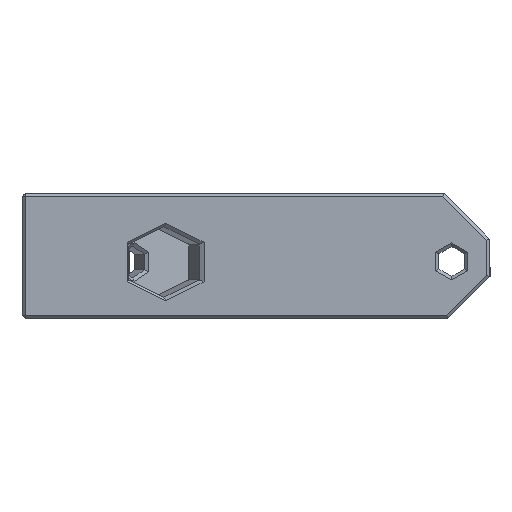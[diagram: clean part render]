
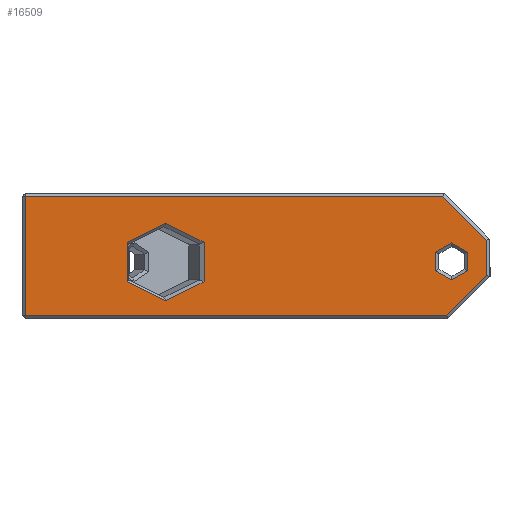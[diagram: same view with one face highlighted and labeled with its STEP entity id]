
A CAD part, left-side view. The second image highlights one B-rep face of the part: STEP entity #16509.
In plain terms, the highlighted planar face has unit normal (-1, 0, 0).
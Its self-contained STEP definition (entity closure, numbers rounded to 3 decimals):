
#363=FACE_BOUND('',#6767,.T.);
#364=FACE_BOUND('',#6768,.T.);
#709=LINE('',#23419,#2900);
#713=LINE('',#23425,#2904);
#715=LINE('',#23430,#2906);
#717=LINE('',#23434,#2908);
#719=LINE('',#23437,#2910);
#720=LINE('',#23439,#2911);
#721=LINE('',#23442,#2912);
#722=LINE('',#23444,#2913);
#723=LINE('',#23446,#2914);
#724=LINE('',#23448,#2915);
#725=LINE('',#23450,#2916);
#726=LINE('',#23451,#2917);
#727=LINE('',#23454,#2918);
#728=LINE('',#23456,#2919);
#729=LINE('',#23458,#2920);
#730=LINE('',#23460,#2921);
#731=LINE('',#23462,#2922);
#732=LINE('',#23463,#2923);
#2900=VECTOR('',#18915,10.);
#2904=VECTOR('',#18921,10.);
#2906=VECTOR('',#18925,10.);
#2908=VECTOR('',#18929,10.);
#2910=VECTOR('',#18933,10.);
#2911=VECTOR('',#18936,10.);
#2912=VECTOR('',#18937,10.);
#2913=VECTOR('',#18938,10.);
#2914=VECTOR('',#18939,10.);
#2915=VECTOR('',#18940,10.);
#2916=VECTOR('',#18941,10.);
#2917=VECTOR('',#18942,10.);
#2918=VECTOR('',#18943,10.);
#2919=VECTOR('',#18944,10.);
#2920=VECTOR('',#18945,10.);
#2921=VECTOR('',#18946,10.);
#2922=VECTOR('',#18947,10.);
#2923=VECTOR('',#18948,10.);
#4969=PLANE('',#17547);
#5829=FACE_OUTER_BOUND('',#6766,.T.);
#6766=EDGE_LOOP('',(#12065,#12066,#12067,#12068,#12069,#12070));
#6767=EDGE_LOOP('',(#12071,#12072,#12073,#12074,#12075,#12076));
#6768=EDGE_LOOP('',(#12077,#12078,#12079,#12080,#12081,#12082));
#8016=VERTEX_POINT('',#23417);
#8017=VERTEX_POINT('',#23418);
#8018=VERTEX_POINT('',#23423);
#8019=VERTEX_POINT('',#23427);
#8020=VERTEX_POINT('',#23429);
#8021=VERTEX_POINT('',#23433);
#8022=VERTEX_POINT('',#23440);
#8023=VERTEX_POINT('',#23441);
#8024=VERTEX_POINT('',#23443);
#8025=VERTEX_POINT('',#23445);
#8026=VERTEX_POINT('',#23447);
#8027=VERTEX_POINT('',#23449);
#8028=VERTEX_POINT('',#23452);
#8029=VERTEX_POINT('',#23453);
#8030=VERTEX_POINT('',#23455);
#8031=VERTEX_POINT('',#23457);
#8032=VERTEX_POINT('',#23459);
#8033=VERTEX_POINT('',#23461);
#9560=EDGE_CURVE('',#8016,#8017,#709,.T.);
#9564=EDGE_CURVE('',#8018,#8016,#713,.T.);
#9566=EDGE_CURVE('',#8019,#8020,#715,.T.);
#9568=EDGE_CURVE('',#8020,#8021,#717,.T.);
#9570=EDGE_CURVE('',#8021,#8018,#719,.T.);
#9571=EDGE_CURVE('',#8017,#8019,#720,.T.);
#9572=EDGE_CURVE('',#8022,#8023,#721,.T.);
#9573=EDGE_CURVE('',#8024,#8022,#722,.T.);
#9574=EDGE_CURVE('',#8025,#8024,#723,.T.);
#9575=EDGE_CURVE('',#8026,#8025,#724,.T.);
#9576=EDGE_CURVE('',#8027,#8026,#725,.T.);
#9577=EDGE_CURVE('',#8023,#8027,#726,.T.);
#9578=EDGE_CURVE('',#8028,#8029,#727,.T.);
#9579=EDGE_CURVE('',#8030,#8028,#728,.T.);
#9580=EDGE_CURVE('',#8031,#8030,#729,.T.);
#9581=EDGE_CURVE('',#8032,#8031,#730,.T.);
#9582=EDGE_CURVE('',#8033,#8032,#731,.T.);
#9583=EDGE_CURVE('',#8029,#8033,#732,.T.);
#12065=ORIENTED_EDGE('',*,*,#9560,.F.);
#12066=ORIENTED_EDGE('',*,*,#9564,.F.);
#12067=ORIENTED_EDGE('',*,*,#9570,.F.);
#12068=ORIENTED_EDGE('',*,*,#9568,.F.);
#12069=ORIENTED_EDGE('',*,*,#9566,.F.);
#12070=ORIENTED_EDGE('',*,*,#9571,.F.);
#12071=ORIENTED_EDGE('',*,*,#9572,.F.);
#12072=ORIENTED_EDGE('',*,*,#9573,.F.);
#12073=ORIENTED_EDGE('',*,*,#9574,.F.);
#12074=ORIENTED_EDGE('',*,*,#9575,.F.);
#12075=ORIENTED_EDGE('',*,*,#9576,.F.);
#12076=ORIENTED_EDGE('',*,*,#9577,.F.);
#12077=ORIENTED_EDGE('',*,*,#9578,.F.);
#12078=ORIENTED_EDGE('',*,*,#9579,.F.);
#12079=ORIENTED_EDGE('',*,*,#9580,.F.);
#12080=ORIENTED_EDGE('',*,*,#9581,.F.);
#12081=ORIENTED_EDGE('',*,*,#9582,.F.);
#12082=ORIENTED_EDGE('',*,*,#9583,.F.);
#16509=ADVANCED_FACE('',(#5829,#363,#364),#4969,.F.);
#17547=AXIS2_PLACEMENT_3D('',#23438,#18934,#18935);
#18915=DIRECTION('',(0.,1.,0.));
#18921=DIRECTION('',(0.,0.707,-0.707));
#18925=DIRECTION('',(0.,-1.,0.));
#18929=DIRECTION('',(0.,-0.707,-0.707));
#18933=DIRECTION('',(0.,0.,-1.));
#18934=DIRECTION('center_axis',(1.,0.,0.));
#18935=DIRECTION('ref_axis',(0.,0.,
-1.));
#18936=DIRECTION('',(0.,0.,1.));
#18937=DIRECTION('',(0.,0.,-1.));
#18938=DIRECTION('',(0.,0.894,-0.447));
#18939=DIRECTION('',(0.,0.894,0.447));
#18940=DIRECTION('',(0.,0.,1.));
#18941=DIRECTION('',(0.,-0.894,0.447));
#18942=DIRECTION('',(0.,-0.894,-0.447));
#18943=DIRECTION('',(0.,0.866,-0.5));
#18944=DIRECTION('',(0.,0.866,0.5));
#18945=DIRECTION('',(0.,0.,1.));
#18946=DIRECTION('',(0.,-0.866,0.5));
#18947=DIRECTION('',(0.,-0.866,-0.5));
#18948=DIRECTION('',(0.,0.,-1.));
#23417=CARTESIAN_POINT('',(-41.746,-55.545,-1.026));
#23418=CARTESIAN_POINT('',(-41.746,-0.405,-1.026));
#23419=CARTESIAN_POINT('',(-41.746,-11.791,-1.026));
#23423=CARTESIAN_POINT('',(-41.746,-60.811,4.24));
#23425=CARTESIAN_POINT('',(-41.746,-43.233,-13.338));
#23427=CARTESIAN_POINT('',(-41.746,-0.405,14.6));
#23429=CARTESIAN_POINT('',(-41.746,-55.045,14.6));
#23430=CARTESIAN_POINT('',(-41.746,-10.181,14.6));
#23433=CARTESIAN_POINT('',(-41.746,-60.811,8.834));
#23434=CARTESIAN_POINT('',(-41.746,-46.377,23.269));
#23437=CARTESIAN_POINT('',(-41.746,-60.811,-0.088));
#23438=CARTESIAN_POINT('Origin',(-41.746,-0.005,
0.));
#23439=CARTESIAN_POINT('',(-41.746,-0.405,0.));
#23440=CARTESIAN_POINT('',(-41.746,-13.775,8.557));
#23441=CARTESIAN_POINT('',(-41.746,-13.775,3.443));
#23442=CARTESIAN_POINT('',(-41.746,-13.775,4.155));
#23443=CARTESIAN_POINT('',(-41.746,-18.794,11.066));
#23444=CARTESIAN_POINT('',(-41.746,-7.32,5.329));
#23445=CARTESIAN_POINT('',(-41.746,-23.812,8.557));
#23446=CARTESIAN_POINT('',(-41.746,-13.773,13.576));
#23447=CARTESIAN_POINT('',(-41.746,-23.812,3.443));
#23448=CARTESIAN_POINT('',(-41.746,-23.812,1.845));
#23449=CARTESIAN_POINT('',(-41.746,-18.794,0.934));
#23450=CARTESIAN_POINT('',(-41.746,-9.526,-3.7));
#23451=CARTESIAN_POINT('',(-41.746,-7.873,6.394));
#23452=CARTESIAN_POINT('',(-41.746,-56.211,8.499));
#23453=CARTESIAN_POINT('',(-41.746,-54.111,7.286));
#23454=CARTESIAN_POINT('',(-41.746,-33.194,-4.79));
#23455=CARTESIAN_POINT('',(-41.746,-58.311,7.286));
#23456=CARTESIAN_POINT('',(-41.746,-37.924,19.057));
#23457=CARTESIAN_POINT('',(-41.746,-58.311,4.862));
#23458=CARTESIAN_POINT('',(-41.746,-58.311,2.546));
#23459=CARTESIAN_POINT('',(-41.746,-56.211,3.649));
#23460=CARTESIAN_POINT('',(-41.746,-34.444,-8.918));
#23461=CARTESIAN_POINT('',(-41.746,-54.111,4.862));
#23462=CARTESIAN_POINT('',(-41.746,-34.974,15.91));
#23463=CARTESIAN_POINT('',(-41.746,-54.111,3.528));
